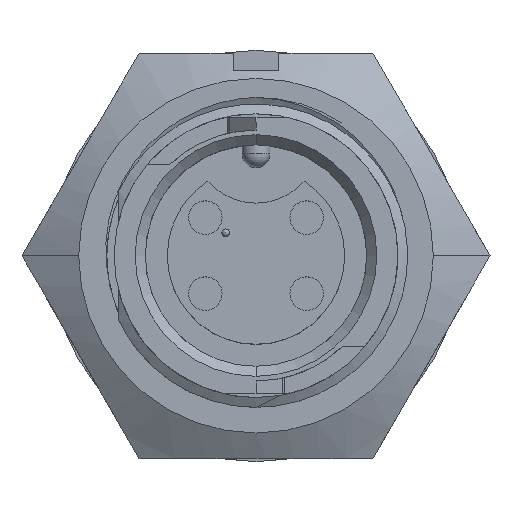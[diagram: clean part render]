
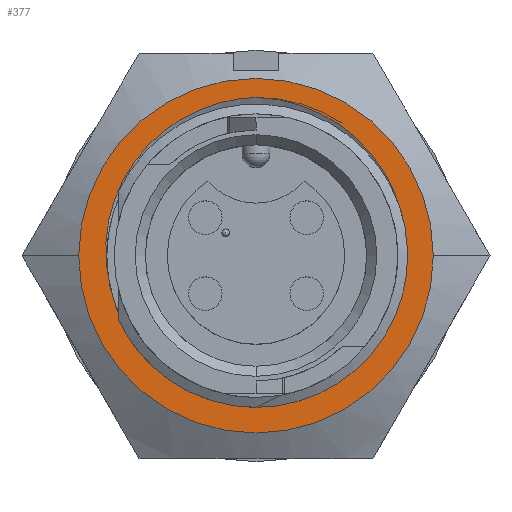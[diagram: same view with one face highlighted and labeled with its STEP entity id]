
A CAD part, top view. The second image highlights one B-rep face of the part: STEP entity #377.
In plain terms, the highlighted planar face has unit normal (0, 0, 1).
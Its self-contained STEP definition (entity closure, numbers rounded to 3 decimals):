
#8 = CARTESIAN_POINT ( 'NONE',  ( 0., 7.938, -6.216 ) ) ;
#377 = ADVANCED_FACE ( 'NONE', ( #8726, #10547 ), #1661, .F. ) ;
#420 = CARTESIAN_POINT ( 'NONE',  ( -7.534, -0.057, -6.216 ) ) ;
#497 = EDGE_CURVE ( 'NONE', #8867, #8679, #3390, .T. ) ;
#558 = EDGE_LOOP ( 'NONE', ( #11078, #8092 ) ) ;
#622 = EDGE_CURVE ( 'NONE', #3714, #10250, #11077, .T. ) ;
#775 = EDGE_LOOP ( 'NONE', ( #2224, #10313, #2728 ) ) ;
#1296 = CARTESIAN_POINT ( 'NONE',  ( -6.251, 4.521, -6.216 ) ) ;
#1372 = CARTESIAN_POINT ( 'NONE',  ( 8.89, 0., -6.216 ) ) ;
#1587 = AXIS2_PLACEMENT_3D ( 'NONE', #3251, #7587, #3376 ) ;
#1661 = PLANE ( 'NONE',  #2232 ) ;
#1786 = CIRCLE ( 'NONE', #1587, 7.48 ) ;
#1798 = CIRCLE ( 'NONE', #8257, 8.89 ) ;
#2224 = ORIENTED_EDGE ( 'NONE', *, *, #9497, .T. ) ;
#2227 = CARTESIAN_POINT ( 'NONE',  ( -1.142, 7.839, -6.216 ) ) ;
#2232 = AXIS2_PLACEMENT_3D ( 'NONE', #5193, #2591, #2646 ) ;
#2319 = CARTESIAN_POINT ( 'NONE',  ( 2.242, 7.558, -6.216 ) ) ;
#2591 = DIRECTION ( 'NONE',  ( 0., 0., -1. ) ) ;
#2646 = DIRECTION ( 'NONE',  ( -1., 0., 0. ) ) ;
#2728 = ORIENTED_EDGE ( 'NONE', *, *, #10208, .F. ) ;
#2931 = DIRECTION ( 'NONE',  ( -1., 0., 0. ) ) ;
#3039 = CARTESIAN_POINT ( 'NONE',  ( -7.475, 1.358, -6.216 ) ) ;
#3097 = CARTESIAN_POINT ( 'NONE',  ( -7.517, -0.343, -6.216 ) ) ;
#3147 = EDGE_CURVE ( 'NONE', #10250, #3714, #1798, .T. ) ;
#3153 = CARTESIAN_POINT ( 'NONE',  ( -5.156, 5.813, -6.216 ) ) ;
#3194 = CARTESIAN_POINT ( 'NONE',  ( 3.795, 6.845, -6.216 ) ) ;
#3251 = CARTESIAN_POINT ( 'NONE',  ( 0., 0., -6.216 ) ) ;
#3376 = DIRECTION ( 'NONE',  ( 1., 0., 0. ) ) ;
#3390 = B_SPLINE_CURVE_WITH_KNOTS ( 'NONE', 3,
 ( #8457, #9223, #10872, #5617, #11097, #2319, #8400, #3194, #4926, #6609, #6489, #10013, #3833, #5852, #3948, #9385, #10071, #7471, #9277, #8288 ),
 .UNSPECIFIED., .F., .F.,
 ( 4, 2, 2, 2, 2, 2, 2, 2, 2, 4 ),
 ( 0., 0.001, 0.002, 0.003, 0.005, 0.007, 0.009, 0.01, 0.012, 0.014 ),
 .UNSPECIFIED. ) ;
#3585 = CARTESIAN_POINT ( 'NONE',  ( 0., 0., -6.216 ) ) ;
#3714 = VERTEX_POINT ( 'NONE', #1372 ) ;
#3833 = CARTESIAN_POINT ( 'NONE',  ( 6.557, 4.028, -6.216 ) ) ;
#3948 = CARTESIAN_POINT ( 'NONE',  ( 7.23, 2.457, -6.216 ) ) ;
#4336 = VERTEX_POINT ( 'NONE', #10951 ) ;
#4719 = CARTESIAN_POINT ( 'NONE',  ( -7.4, -1.192, -6.216 ) ) ;
#4828 = CARTESIAN_POINT ( 'NONE',  ( -7.536, 0.794, -6.216 ) ) ;
#4926 = CARTESIAN_POINT ( 'NONE',  ( 4.269, 6.536, -6.216 ) ) ;
#5193 = CARTESIAN_POINT ( 'NONE',  ( -5.866, -10.16, -6.216 ) ) ;
#5578 = CARTESIAN_POINT ( 'NONE',  ( -4.27, 6.536, -6.216 ) ) ;
#5617 = CARTESIAN_POINT ( 'NONE',  ( 1.136, 7.824, -6.216 ) ) ;
#5754 = AXIS2_PLACEMENT_3D ( 'NONE', #11152, #6023, #9553 ) ;
#5852 = CARTESIAN_POINT ( 'NONE',  ( 7.047, 2.994, -6.216 ) ) ;
#6023 = DIRECTION ( 'NONE',  ( 0., 0., -1. ) ) ;
#6489 = CARTESIAN_POINT ( 'NONE',  ( 5.55, 5.413, -6.216 ) ) ;
#6563 = CARTESIAN_POINT ( 'NONE',  ( -7.04, 3.009, -6.216 ) ) ;
#6609 = CARTESIAN_POINT ( 'NONE',  ( 5.145, 5.822, -6.216 ) ) ;
#6623 = CARTESIAN_POINT ( 'NONE',  ( -3.795, 6.844, -6.216 ) ) ;
#6676 = CARTESIAN_POINT ( 'NONE',  ( -0.572, 7.92, -6.216 ) ) ;
#7471 = CARTESIAN_POINT ( 'NONE',  ( 7.532, -0.351, -6.216 ) ) ;
#7488 = CARTESIAN_POINT ( 'NONE',  ( -5.552, 5.41, -6.216 ) ) ;
#7548 = CARTESIAN_POINT ( 'NONE',  ( -7.45, -0.91, -6.216 ) ) ;
#7587 = DIRECTION ( 'NONE',  ( 0., 0., 1. ) ) ;
#7881 = B_SPLINE_CURVE_WITH_KNOTS ( 'NONE', 3,
 ( #10945, #4719, #7548, #3097, #420, #4828, #3039, #8416, #6563, #9237, #1296, #7488, #3153, #5578, #6623, #10203, #10149, #2227, #6676, #9064 ),
 .UNSPECIFIED., .F., .F.,
 ( 4, 2, 2, 2, 2, 2, 2, 2, 2, 4 ),
 ( 0., 0.001, 0.002, 0.003, 0.005, 0.007, 0.009, 0.01, 0.012, 0.014 ),
 .UNSPECIFIED. ) ;
#8092 = ORIENTED_EDGE ( 'NONE', *, *, #622, .F. ) ;
#8257 = AXIS2_PLACEMENT_3D ( 'NONE', #3585, #9868, #2931 ) ;
#8288 = CARTESIAN_POINT ( 'NONE',  ( 7.334, -1.47, -6.216 ) ) ;
#8400 = CARTESIAN_POINT ( 'NONE',  ( 2.774, 7.36, -6.216 ) ) ;
#8416 = CARTESIAN_POINT ( 'NONE',  ( -7.225, 2.475, -6.216 ) ) ;
#8456 = CARTESIAN_POINT ( 'NONE',  ( 7.334, -1.47, -6.216 ) ) ;
#8457 = CARTESIAN_POINT ( 'NONE',  ( 0., 7.938, -6.216 ) ) ;
#8679 = VERTEX_POINT ( 'NONE', #8456 ) ;
#8726 = FACE_BOUND ( 'NONE', #775, .T. ) ;
#8867 = VERTEX_POINT ( 'NONE', #8 ) ;
#9064 = CARTESIAN_POINT ( 'NONE',  ( 0., 7.938, -6.216 ) ) ;
#9223 = CARTESIAN_POINT ( 'NONE',  ( 0.286, 7.929, -6.216 ) ) ;
#9237 = CARTESIAN_POINT ( 'NONE',  ( -6.555, 4.03, -6.216 ) ) ;
#9277 = CARTESIAN_POINT ( 'NONE',  ( 7.466, -0.913, -6.216 ) ) ;
#9385 = CARTESIAN_POINT ( 'NONE',  ( 7.475, 1.355, -6.216 ) ) ;
#9437 = CARTESIAN_POINT ( 'NONE',  ( -8.89, 0., -6.216 ) ) ;
#9497 = EDGE_CURVE ( 'NONE', #4336, #8867, #7881, .T. ) ;
#9553 = DIRECTION ( 'NONE',  ( -1., 0., 0. ) ) ;
#9868 = DIRECTION ( 'NONE',  ( 0., 0., -1. ) ) ;
#10013 = CARTESIAN_POINT ( 'NONE',  ( 6.255, 4.516, -6.216 ) ) ;
#10071 = CARTESIAN_POINT ( 'NONE',  ( 7.537, 0.781, -6.216 ) ) ;
#10149 = CARTESIAN_POINT ( 'NONE',  ( -2.248, 7.557, -6.216 ) ) ;
#10203 = CARTESIAN_POINT ( 'NONE',  ( -2.787, 7.354, -6.216 ) ) ;
#10208 = EDGE_CURVE ( 'NONE', #4336, #8679, #1786, .T. ) ;
#10250 = VERTEX_POINT ( 'NONE', #9437 ) ;
#10313 = ORIENTED_EDGE ( 'NONE', *, *, #497, .T. ) ;
#10547 = FACE_OUTER_BOUND ( 'NONE', #558, .T. ) ;
#10872 = CARTESIAN_POINT ( 'NONE',  ( 0.57, 7.904, -6.216 ) ) ;
#10945 = CARTESIAN_POINT ( 'NONE',  ( -7.334, -1.47, -6.216 ) ) ;
#10951 = CARTESIAN_POINT ( 'NONE',  ( -7.334, -1.47, -6.216 ) ) ;
#11077 = CIRCLE ( 'NONE', #5754, 8.89 ) ;
#11078 = ORIENTED_EDGE ( 'NONE', *, *, #3147, .F. ) ;
#11097 = CARTESIAN_POINT ( 'NONE',  ( 1.417, 7.769, -6.216 ) ) ;
#11152 = CARTESIAN_POINT ( 'NONE',  ( 0., 0., -6.216 ) ) ;
